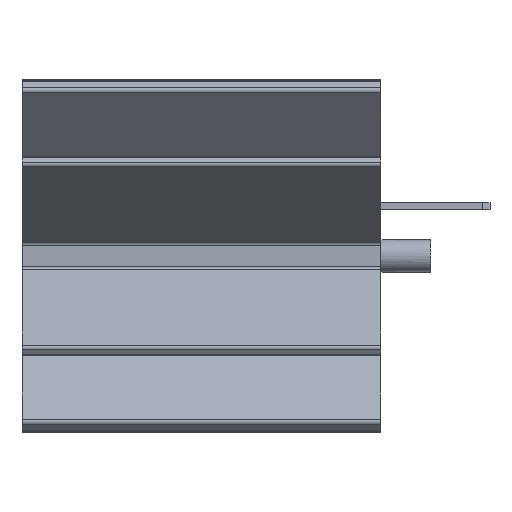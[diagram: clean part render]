
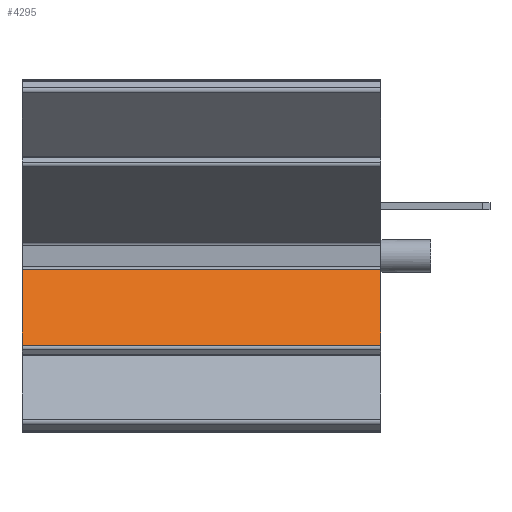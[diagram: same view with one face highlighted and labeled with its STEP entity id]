
A CAD part, left-side view. The second image highlights one B-rep face of the part: STEP entity #4295.
In plain terms, the highlighted planar face has unit normal (-0.618, 0, 0.786).
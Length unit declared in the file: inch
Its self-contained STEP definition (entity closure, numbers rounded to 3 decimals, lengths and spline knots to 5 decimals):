
#319 = VECTOR ( 'NONE', #5892, 39.37008 ) ;
#417 = VECTOR ( 'NONE', #928, 39.37008 ) ;
#436 = CARTESIAN_POINT ( 'NONE',  ( 0.3626, 1., -0.46088 ) ) ;
#814 = DIRECTION ( 'NONE',  ( 0., 1., 0. ) ) ;
#928 = DIRECTION ( 'NONE',  ( 0.786, 0., 0.618 ) ) ;
#982 = EDGE_CURVE ( 'NONE', #4129, #4245, #4290, .T. ) ;
#1876 = LINE ( 'NONE', #7458, #5860 ) ;
#1896 = VERTEX_POINT ( 'NONE', #7043 ) ;
#2972 = EDGE_CURVE ( 'NONE', #4129, #8519, #5802, .T. ) ;
#3838 = CARTESIAN_POINT ( 'NONE',  ( 0.0074, 1., -0.74033 ) ) ;
#3851 = CARTESIAN_POINT ( 'NONE',  ( 0.0074, 1., -0.74033 ) ) ;
#4129 = VERTEX_POINT ( 'NONE', #3851 ) ;
#4245 = VERTEX_POINT ( 'NONE', #9177 ) ;
#4290 = LINE ( 'NONE', #4683, #417 ) ;
#4295 = ADVANCED_FACE ( 'NONE', ( #5499 ), #8344, .F. ) ;
#4430 = CARTESIAN_POINT ( 'NONE',  ( 0.0074, 0., -0.74033 ) ) ;
#4683 = CARTESIAN_POINT ( 'NONE',  ( 0.3626, 1., -0.46088 ) ) ;
#4684 = ORIENTED_EDGE ( 'NONE', *, *, #8190, .T. ) ;
#4740 = DIRECTION ( 'NONE',  ( -0.786, 0., -0.618 ) ) ;
#5499 = FACE_OUTER_BOUND ( 'NONE', #7407, .T. ) ;
#5538 = DIRECTION ( 'NONE',  ( 0.618, 0., -0.786 ) ) ;
#5802 = LINE ( 'NONE', #3838, #319 ) ;
#5860 = VECTOR ( 'NONE', #814, 39.37008 ) ;
#5892 = DIRECTION ( 'NONE',  ( 0., -1., 0. ) ) ;
#6008 = VECTOR ( 'NONE', #6189, 39.37008 ) ;
#6189 = DIRECTION ( 'NONE',  ( 0.786, 0., 0.618 ) ) ;
#6671 = ORIENTED_EDGE ( 'NONE', *, *, #982, .F. ) ;
#7043 = CARTESIAN_POINT ( 'NONE',  ( 0.27524, 0., -0.52961 ) ) ;
#7407 = EDGE_LOOP ( 'NONE', ( #6671, #9293, #4684, #8857 ) ) ;
#7458 = CARTESIAN_POINT ( 'NONE',  ( 0.27524, 1., -0.52961 ) ) ;
#7946 = LINE ( 'NONE', #9057, #6008 ) ;
#7981 = AXIS2_PLACEMENT_3D ( 'NONE', #436, #5538, #4740 ) ;
#8190 = EDGE_CURVE ( 'NONE', #8519, #1896, #7946, .T. ) ;
#8344 = PLANE ( 'NONE',  #7981 ) ;
#8519 = VERTEX_POINT ( 'NONE', #4430 ) ;
#8857 = ORIENTED_EDGE ( 'NONE', *, *, #9031, .T. ) ;
#9031 = EDGE_CURVE ( 'NONE', #1896, #4245, #1876, .T. ) ;
#9057 = CARTESIAN_POINT ( 'NONE',  ( 0.3626, 0., -0.46088 ) ) ;
#9177 = CARTESIAN_POINT ( 'NONE',  ( 0.27524, 1., -0.52961 ) ) ;
#9293 = ORIENTED_EDGE ( 'NONE', *, *, #2972, .T. ) ;
